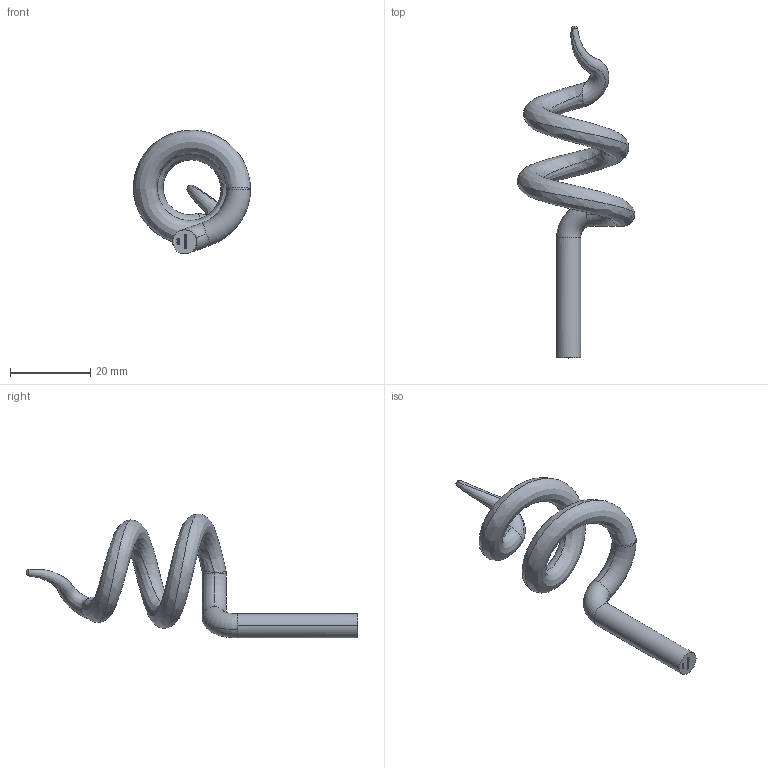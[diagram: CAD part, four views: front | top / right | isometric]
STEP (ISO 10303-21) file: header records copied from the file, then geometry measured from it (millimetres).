
FILE_DESCRIPTION (( 'STEP AP203' ), '1' );
FILE_NAME ('3284.STEP', '2016-05-27T05:44:10', ( '' ), ( '' ), 'SwSTEP 2.0', 'SolidWorks 2015', '' );
FILE_SCHEMA (( 'CONFIG_CONTROL_DESIGN' ));
Length unit declared in the file: millimetre
Products named in the file (1): 3284
Bounding box: 29.27 x 82.82 x 30.87 mm (x, y, z)
Volume: 5204 mm3; surface area: 3626 mm2
Topology: 1 solids, 1 shells, 195 faces, 527 edges, 348 vertices
Faces by surface type: plane 96, bspline 93, torus 4, cylinder 2
Entity records: 16647 total; most frequent: CARTESIAN_POINT 12317, ORIENTED_EDGE 1046, DIRECTION 561, EDGE_CURVE 523, VERTEX_POINT 348, LINE 315, VECTOR 315, EDGE_LOOP 213
